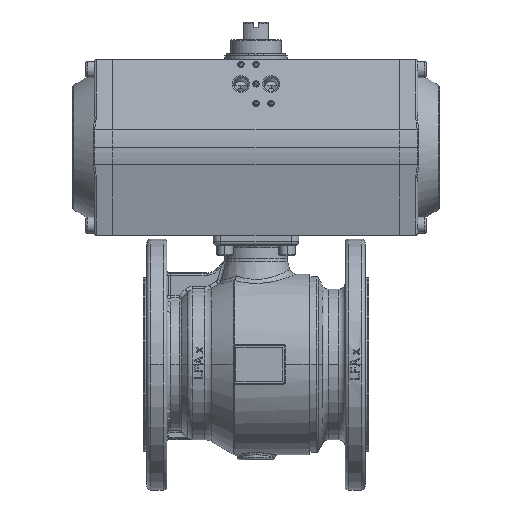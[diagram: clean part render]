
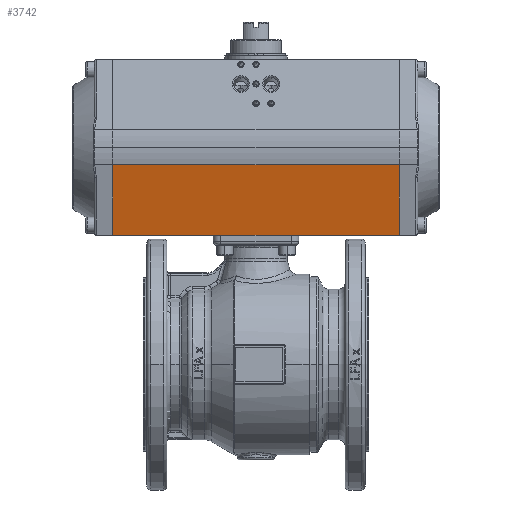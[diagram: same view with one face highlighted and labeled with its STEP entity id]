
A CAD part, top view. The second image highlights one B-rep face of the part: STEP entity #3742.
In plain terms, the highlighted planar face has unit normal (0, -0.232, 0.973).
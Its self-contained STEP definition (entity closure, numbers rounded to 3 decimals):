
#3742=ADVANCED_FACE('',(#8104),#8105,.T.);
#8104=FACE_OUTER_BOUND('',#23425,.T.);
#8105=PLANE('',#23426);
#23425=EDGE_LOOP('',(#33642,#33643,#33644,#33645));
#23426=AXIS2_PLACEMENT_3D('',#33646,#33647,#33648);
#33642=ORIENTED_EDGE('',*,*,#42575,.T.);
#33643=ORIENTED_EDGE('',*,*,#42560,.F.);
#33644=ORIENTED_EDGE('',*,*,#42625,.F.);
#33645=ORIENTED_EDGE('',*,*,#42584,.T.);
#33646=CARTESIAN_POINT('',(137.5,157.592,58.366));
#33647=DIRECTION('',(0.,-0.232,0.973));
#33648=DIRECTION('',(1.0,0.,0.));
#42560=EDGE_CURVE('',#49765,#49767,#49768,.T.);
#42575=EDGE_CURVE('',#49781,#49767,#49793,.T.);
#42584=EDGE_CURVE('',#49802,#49781,#49803,.T.);
#42625=EDGE_CURVE('',#49802,#49765,#49849,.T.);
#49765=VERTEX_POINT('',#69924);
#49767=VERTEX_POINT('',#69926);
#49768=LINE('',#69927,#69928);
#49781=VERTEX_POINT('',#69943);
#49793=LINE('',#69960,#69961);
#49802=VERTEX_POINT('',#69970);
#49803=LINE('',#69971,#69972);
#49849=LINE('',#70028,#70029);
#69924=CARTESIAN_POINT('',(-90.5,157.592,58.366));
#69926=CARTESIAN_POINT('',(137.5,157.592,58.366));
#69927=CARTESIAN_POINT('',(-90.5,157.592,58.366));
#69928=VECTOR('',#78524,228.0);
#69943=CARTESIAN_POINT('',(137.5,101.5,45.0));
#69960=CARTESIAN_POINT('',(137.5,101.5,45.0));
#69961=VECTOR('',#78547,57.663);
#69970=CARTESIAN_POINT('',(-90.5,101.5,45.0));
#69971=CARTESIAN_POINT('',(-90.5,101.5,45.0));
#69972=VECTOR('',#78569,228.0);
#70028=CARTESIAN_POINT('',(-90.5,101.5,45.0));
#70029=VECTOR('',#78649,57.663);
#78524=DIRECTION('',(1.0,0.,0.));
#78547=DIRECTION('',(0.,0.973,0.232));
#78569=DIRECTION('',(1.0,0.,0.));
#78649=DIRECTION('',(0.,0.973,0.232));
